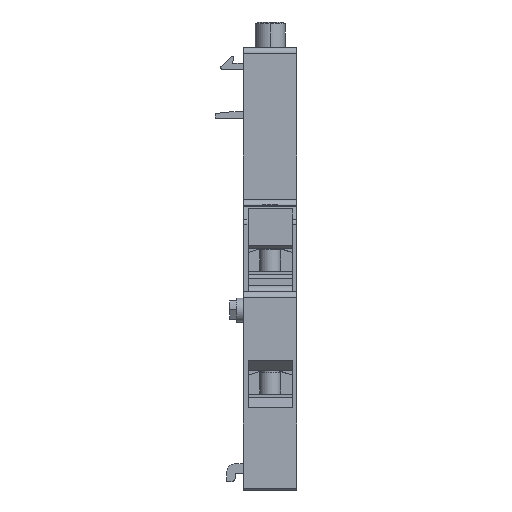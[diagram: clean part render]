
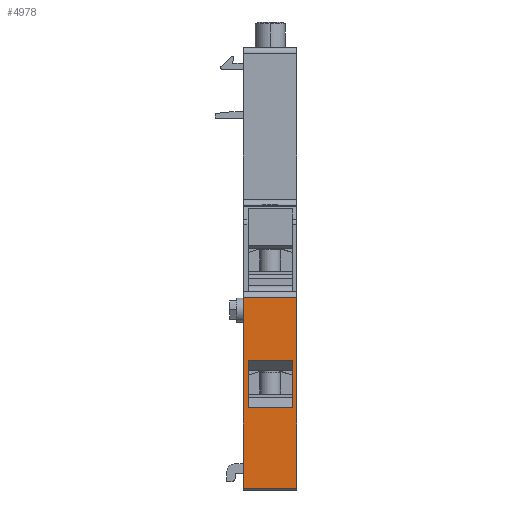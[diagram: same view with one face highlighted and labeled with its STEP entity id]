
A CAD part, front view. The second image highlights one B-rep face of the part: STEP entity #4978.
In plain terms, the highlighted face is planar.
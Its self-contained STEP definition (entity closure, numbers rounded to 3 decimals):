
#59 = PLANE('',#60);
#60 = AXIS2_PLACEMENT_3D('',#61,#62,#63);
#61 = CARTESIAN_POINT('',(-4.5,0.,0.));
#62 = DIRECTION('',(1.,0.,0.));
#63 = DIRECTION('',(0.,0.,-1.));
#1888 = VERTEX_POINT('',#1889);
#1889 = CARTESIAN_POINT('',(-4.5,45.,0.3));
#1904 = CYLINDRICAL_SURFACE('',#1905,0.3);
#1905 = AXIS2_PLACEMENT_3D('',#1906,#1907,#1908);
#1906 = CARTESIAN_POINT('',(-4.5,44.7,0.3));
#1907 = DIRECTION('',(1.,0.,0.));
#1908 = DIRECTION('',(0.,0.,-1.));
#1916 = EDGE_CURVE('',#1888,#1917,#1919,.T.);
#1917 = VERTEX_POINT('',#1918);
#1918 = CARTESIAN_POINT('',(-4.5,45.,32.3));
#1919 = SURFACE_CURVE('',#1920,(#1924,#1931),.PCURVE_S1.);
#1920 = LINE('',#1921,#1922);
#1921 = CARTESIAN_POINT('',(-4.5,45.,0.3));
#1922 = VECTOR('',#1923,1.);
#1923 = DIRECTION('',(0.,0.,1.));
#1924 = PCURVE('',#59,#1925);
#1925 = DEFINITIONAL_REPRESENTATION('',(#1926),#1930);
#1926 = LINE('',#1927,#1928);
#1927 = CARTESIAN_POINT('',(-0.3,45.));
#1928 = VECTOR('',#1929,1.);
#1929 = DIRECTION('',(-1.,0.));
#1930 = ( GEOMETRIC_REPRESENTATION_CONTEXT(2) 
PARAMETRIC_REPRESENTATION_CONTEXT() REPRESENTATION_CONTEXT('2D SPACE',''
  ) );
#1931 = PCURVE('',#1932,#1937);
#1932 = PLANE('',#1933);
#1933 = AXIS2_PLACEMENT_3D('',#1934,#1935,#1936);
#1934 = CARTESIAN_POINT('',(-4.5,45.,0.3));
#1935 = DIRECTION('',(0.,1.,0.));
#1936 = DIRECTION('',(0.,0.,1.));
#1937 = DEFINITIONAL_REPRESENTATION('',(#1938),#1942);
#1938 = LINE('',#1939,#1940);
#1939 = CARTESIAN_POINT('',(0.,0.));
#1940 = VECTOR('',#1941,1.);
#1941 = DIRECTION('',(1.,0.));
#1942 = ( GEOMETRIC_REPRESENTATION_CONTEXT(2) 
PARAMETRIC_REPRESENTATION_CONTEXT() REPRESENTATION_CONTEXT('2D SPACE',''
  ) );
#1961 = CYLINDRICAL_SURFACE('',#1962,1.);
#1962 = AXIS2_PLACEMENT_3D('',#1963,#1964,#1965);
#1963 = CARTESIAN_POINT('',(-4.5,44.,32.3));
#1964 = DIRECTION('',(1.,0.,0.));
#1965 = DIRECTION('',(0.,0.,-1.));
#2562 = PLANE('',#2563);
#2563 = AXIS2_PLACEMENT_3D('',#2564,#2565,#2566);
#2564 = CARTESIAN_POINT('',(4.5,0.,0.));
#2565 = DIRECTION('',(1.,0.,0.));
#2566 = DIRECTION('',(0.,0.,-1.));
#4934 = VERTEX_POINT('',#4935);
#4935 = CARTESIAN_POINT('',(4.5,45.,32.3));
#4957 = EDGE_CURVE('',#1917,#4934,#4958,.T.);
#4958 = SURFACE_CURVE('',#4959,(#4963,#4970),.PCURVE_S1.);
#4959 = LINE('',#4960,#4961);
#4960 = CARTESIAN_POINT('',(-4.5,45.,32.3));
#4961 = VECTOR('',#4962,1.);
#4962 = DIRECTION('',(1.,0.,0.));
#4963 = PCURVE('',#1961,#4964);
#4964 = DEFINITIONAL_REPRESENTATION('',(#4965),#4969);
#4965 = LINE('',#4966,#4967);
#4966 = CARTESIAN_POINT('',(1.571,0.));
#4967 = VECTOR('',#4968,1.);
#4968 = DIRECTION('',(0.,1.));
#4969 = ( GEOMETRIC_REPRESENTATION_CONTEXT(2) 
PARAMETRIC_REPRESENTATION_CONTEXT() REPRESENTATION_CONTEXT('2D SPACE',''
  ) );
#4970 = PCURVE('',#1932,#4971);
#4971 = DEFINITIONAL_REPRESENTATION('',(#4972),#4976);
#4972 = LINE('',#4973,#4974);
#4973 = CARTESIAN_POINT('',(32.,0.));
#4974 = VECTOR('',#4975,1.);
#4975 = DIRECTION('',(0.,1.));
#4976 = ( GEOMETRIC_REPRESENTATION_CONTEXT(2) 
PARAMETRIC_REPRESENTATION_CONTEXT() REPRESENTATION_CONTEXT('2D SPACE',''
  ) );
#4978 = ADVANCED_FACE('',(#4979,#5027),#1932,.T.);
#4979 = FACE_BOUND('',#4980,.F.);
#4980 = EDGE_LOOP('',(#4981,#4982,#5005,#5026));
#4981 = ORIENTED_EDGE('',*,*,#1916,.F.);
#4982 = ORIENTED_EDGE('',*,*,#4983,.T.);
#4983 = EDGE_CURVE('',#1888,#4984,#4986,.T.);
#4984 = VERTEX_POINT('',#4985);
#4985 = CARTESIAN_POINT('',(4.5,45.,0.3));
#4986 = SURFACE_CURVE('',#4987,(#4991,#4998),.PCURVE_S1.);
#4987 = LINE('',#4988,#4989);
#4988 = CARTESIAN_POINT('',(-4.5,45.,0.3));
#4989 = VECTOR('',#4990,1.);
#4990 = DIRECTION('',(1.,0.,0.));
#4991 = PCURVE('',#1932,#4992);
#4992 = DEFINITIONAL_REPRESENTATION('',(#4993),#4997);
#4993 = LINE('',#4994,#4995);
#4994 = CARTESIAN_POINT('',(0.,0.));
#4995 = VECTOR('',#4996,1.);
#4996 = DIRECTION('',(0.,1.));
#4997 = ( GEOMETRIC_REPRESENTATION_CONTEXT(2) 
PARAMETRIC_REPRESENTATION_CONTEXT() REPRESENTATION_CONTEXT('2D SPACE',''
  ) );
#4998 = PCURVE('',#1904,#4999);
#4999 = DEFINITIONAL_REPRESENTATION('',(#5000),#5004);
#5000 = LINE('',#5001,#5002);
#5001 = CARTESIAN_POINT('',(1.571,0.));
#5002 = VECTOR('',#5003,1.);
#5003 = DIRECTION('',(0.,1.));
#5004 = ( GEOMETRIC_REPRESENTATION_CONTEXT(2) 
PARAMETRIC_REPRESENTATION_CONTEXT() REPRESENTATION_CONTEXT('2D SPACE',''
  ) );
#5005 = ORIENTED_EDGE('',*,*,#5006,.T.);
#5006 = EDGE_CURVE('',#4984,#4934,#5007,.T.);
#5007 = SURFACE_CURVE('',#5008,(#5012,#5019),.PCURVE_S1.);
#5008 = LINE('',#5009,#5010);
#5009 = CARTESIAN_POINT('',(4.5,45.,0.3));
#5010 = VECTOR('',#5011,1.);
#5011 = DIRECTION('',(0.,0.,1.));
#5012 = PCURVE('',#1932,#5013);
#5013 = DEFINITIONAL_REPRESENTATION('',(#5014),#5018);
#5014 = LINE('',#5015,#5016);
#5015 = CARTESIAN_POINT('',(0.,9.));
#5016 = VECTOR('',#5017,1.);
#5017 = DIRECTION('',(1.,0.));
#5018 = ( GEOMETRIC_REPRESENTATION_CONTEXT(2) 
PARAMETRIC_REPRESENTATION_CONTEXT() REPRESENTATION_CONTEXT('2D SPACE',''
  ) );
#5019 = PCURVE('',#2562,#5020);
#5020 = DEFINITIONAL_REPRESENTATION('',(#5021),#5025);
#5021 = LINE('',#5022,#5023);
#5022 = CARTESIAN_POINT('',(-0.3,45.));
#5023 = VECTOR('',#5024,1.);
#5024 = DIRECTION('',(-1.,0.));
#5025 = ( GEOMETRIC_REPRESENTATION_CONTEXT(2) 
PARAMETRIC_REPRESENTATION_CONTEXT() REPRESENTATION_CONTEXT('2D SPACE',''
  ) );
#5026 = ORIENTED_EDGE('',*,*,#4957,.F.);
#5027 = FACE_BOUND('',#5028,.F.);
#5028 = EDGE_LOOP('',(#5029,#5059,#5087,#5115));
#5029 = ORIENTED_EDGE('',*,*,#5030,.F.);
#5030 = EDGE_CURVE('',#5031,#5033,#5035,.T.);
#5031 = VERTEX_POINT('',#5032);
#5032 = CARTESIAN_POINT('',(-3.7,45.,21.79));
#5033 = VERTEX_POINT('',#5034);
#5034 = CARTESIAN_POINT('',(-3.7,45.,13.81));
#5035 = SURFACE_CURVE('',#5036,(#5040,#5047),.PCURVE_S1.);
#5036 = LINE('',#5037,#5038);
#5037 = CARTESIAN_POINT('',(-3.7,45.,21.79));
#5038 = VECTOR('',#5039,1.);
#5039 = DIRECTION('',(0.,0.,-1.));
#5040 = PCURVE('',#1932,#5041);
#5041 = DEFINITIONAL_REPRESENTATION('',(#5042),#5046);
#5042 = LINE('',#5043,#5044);
#5043 = CARTESIAN_POINT('',(21.49,0.8));
#5044 = VECTOR('',#5045,1.);
#5045 = DIRECTION('',(-1.,0.));
#5046 = ( GEOMETRIC_REPRESENTATION_CONTEXT(2) 
PARAMETRIC_REPRESENTATION_CONTEXT() REPRESENTATION_CONTEXT('2D SPACE',''
  ) );
#5047 = PCURVE('',#5048,#5053);
#5048 = PLANE('',#5049);
#5049 = AXIS2_PLACEMENT_3D('',#5050,#5051,#5052);
#5050 = CARTESIAN_POINT('',(-3.7,0.,0.));
#5051 = DIRECTION('',(1.,0.,0.));
#5052 = DIRECTION('',(0.,0.,-1.));
#5053 = DEFINITIONAL_REPRESENTATION('',(#5054),#5058);
#5054 = LINE('',#5055,#5056);
#5055 = CARTESIAN_POINT('',(-21.79,45.));
#5056 = VECTOR('',#5057,1.);
#5057 = DIRECTION('',(1.,0.));
#5058 = ( GEOMETRIC_REPRESENTATION_CONTEXT(2) 
PARAMETRIC_REPRESENTATION_CONTEXT() REPRESENTATION_CONTEXT('2D SPACE',''
  ) );
#5059 = ORIENTED_EDGE('',*,*,#5060,.T.);
#5060 = EDGE_CURVE('',#5031,#5061,#5063,.T.);
#5061 = VERTEX_POINT('',#5062);
#5062 = CARTESIAN_POINT('',(3.7,45.,21.79));
#5063 = SURFACE_CURVE('',#5064,(#5068,#5075),.PCURVE_S1.);
#5064 = LINE('',#5065,#5066);
#5065 = CARTESIAN_POINT('',(-3.7,45.,21.79));
#5066 = VECTOR('',#5067,1.);
#5067 = DIRECTION('',(1.,0.,0.));
#5068 = PCURVE('',#1932,#5069);
#5069 = DEFINITIONAL_REPRESENTATION('',(#5070),#5074);
#5070 = LINE('',#5071,#5072);
#5071 = CARTESIAN_POINT('',(21.49,0.8));
#5072 = VECTOR('',#5073,1.);
#5073 = DIRECTION('',(0.,1.));
#5074 = ( GEOMETRIC_REPRESENTATION_CONTEXT(2) 
PARAMETRIC_REPRESENTATION_CONTEXT() REPRESENTATION_CONTEXT('2D SPACE',''
  ) );
#5075 = PCURVE('',#5076,#5081);
#5076 = PLANE('',#5077);
#5077 = AXIS2_PLACEMENT_3D('',#5078,#5079,#5080);
#5078 = CARTESIAN_POINT('',(-3.7,45.,21.79));
#5079 = DIRECTION('',(0.,-0.5,0.866));
#5080 = DIRECTION('',(0.,-0.866,-0.5));
#5081 = DEFINITIONAL_REPRESENTATION('',(#5082),#5086);
#5082 = LINE('',#5083,#5084);
#5083 = CARTESIAN_POINT('',(0.,0.));
#5084 = VECTOR('',#5085,1.);
#5085 = DIRECTION('',(0.,1.));
#5086 = ( GEOMETRIC_REPRESENTATION_CONTEXT(2) 
PARAMETRIC_REPRESENTATION_CONTEXT() REPRESENTATION_CONTEXT('2D SPACE',''
  ) );
#5087 = ORIENTED_EDGE('',*,*,#5088,.T.);
#5088 = EDGE_CURVE('',#5061,#5089,#5091,.T.);
#5089 = VERTEX_POINT('',#5090);
#5090 = CARTESIAN_POINT('',(3.7,45.,13.81));
#5091 = SURFACE_CURVE('',#5092,(#5096,#5103),.PCURVE_S1.);
#5092 = LINE('',#5093,#5094);
#5093 = CARTESIAN_POINT('',(3.7,45.,21.79));
#5094 = VECTOR('',#5095,1.);
#5095 = DIRECTION('',(0.,0.,-1.));
#5096 = PCURVE('',#1932,#5097);
#5097 = DEFINITIONAL_REPRESENTATION('',(#5098),#5102);
#5098 = LINE('',#5099,#5100);
#5099 = CARTESIAN_POINT('',(21.49,8.2));
#5100 = VECTOR('',#5101,1.);
#5101 = DIRECTION('',(-1.,0.));
#5102 = ( GEOMETRIC_REPRESENTATION_CONTEXT(2) 
PARAMETRIC_REPRESENTATION_CONTEXT() REPRESENTATION_CONTEXT('2D SPACE',''
  ) );
#5103 = PCURVE('',#5104,#5109);
#5104 = PLANE('',#5105);
#5105 = AXIS2_PLACEMENT_3D('',#5106,#5107,#5108);
#5106 = CARTESIAN_POINT('',(3.7,0.,0.));
#5107 = DIRECTION('',(1.,0.,0.));
#5108 = DIRECTION('',(0.,0.,-1.));
#5109 = DEFINITIONAL_REPRESENTATION('',(#5110),#5114);
#5110 = LINE('',#5111,#5112);
#5111 = CARTESIAN_POINT('',(-21.79,45.));
#5112 = VECTOR('',#5113,1.);
#5113 = DIRECTION('',(1.,0.));
#5114 = ( GEOMETRIC_REPRESENTATION_CONTEXT(2) 
PARAMETRIC_REPRESENTATION_CONTEXT() REPRESENTATION_CONTEXT('2D SPACE',''
  ) );
#5115 = ORIENTED_EDGE('',*,*,#5116,.F.);
#5116 = EDGE_CURVE('',#5033,#5089,#5117,.T.);
#5117 = SURFACE_CURVE('',#5118,(#5122,#5129),.PCURVE_S1.);
#5118 = LINE('',#5119,#5120);
#5119 = CARTESIAN_POINT('',(-3.7,45.,13.81));
#5120 = VECTOR('',#5121,1.);
#5121 = DIRECTION('',(1.,0.,0.));
#5122 = PCURVE('',#1932,#5123);
#5123 = DEFINITIONAL_REPRESENTATION('',(#5124),#5128);
#5124 = LINE('',#5125,#5126);
#5125 = CARTESIAN_POINT('',(13.51,0.8));
#5126 = VECTOR('',#5127,1.);
#5127 = DIRECTION('',(0.,1.));
#5128 = ( GEOMETRIC_REPRESENTATION_CONTEXT(2) 
PARAMETRIC_REPRESENTATION_CONTEXT() REPRESENTATION_CONTEXT('2D SPACE',''
  ) );
#5129 = PCURVE('',#5130,#5135);
#5130 = PLANE('',#5131);
#5131 = AXIS2_PLACEMENT_3D('',#5132,#5133,#5134);
#5132 = CARTESIAN_POINT('',(-3.7,41.9,15.6));
#5133 = DIRECTION('',(0.,-0.5,-0.866));
#5134 = DIRECTION('',(0.,0.866,-0.5));
#5135 = DEFINITIONAL_REPRESENTATION('',(#5136),#5140);
#5136 = LINE('',#5137,#5138);
#5137 = CARTESIAN_POINT('',(3.58,0.));
#5138 = VECTOR('',#5139,1.);
#5139 = DIRECTION('',(0.,1.));
#5140 = ( GEOMETRIC_REPRESENTATION_CONTEXT(2) 
PARAMETRIC_REPRESENTATION_CONTEXT() REPRESENTATION_CONTEXT('2D SPACE',''
  ) );
